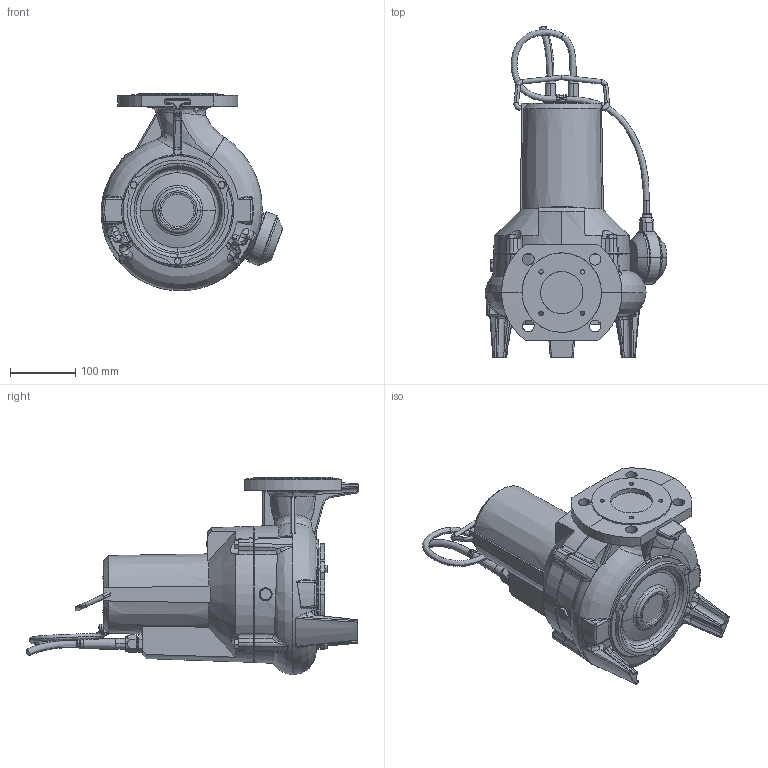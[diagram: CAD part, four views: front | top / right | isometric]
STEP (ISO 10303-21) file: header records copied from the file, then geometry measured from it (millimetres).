
FILE_DESCRIPTION (( 'STEP AP214' ), '1' );
FILE_NAME ('4_93_563_08_REV00.step', '2020-05-25T17:01:44', ( '' ), ( '' ), 'SwSTEP 2.0', 'SolidWorks 2019', '' );
FILE_SCHEMA (( 'AUTOMOTIVE_DESIGN' ));
Length unit declared in the file: millimetre
Products named in the file (2): Copia di 72960^4_93_563_08_REV00; 4_93_563_08_REV00
Assembly tree (1 placements, depth 2):
  4_93_563_08_REV00
    Copia di 72960^4_93_563_08_REV00
Bounding box: 278.98 x 510.03 x 303.57 mm (x, y, z)
Volume: 9545281.2 mm3; surface area: 568115.9 mm2
Topology: 23 solids, 23 shells, 1101 faces, 2765 edges, 1752 vertices
Faces by surface type: bspline 331, plane 323, cylinder 258, cone 167, torus 20, sphere 2
Entity records: 91612 total; most frequent: CARTESIAN_POINT 67604, ORIENTED_EDGE 5496, DIRECTION 3634, EDGE_CURVE 2748, VERTEX_POINT 1752, AXIS2_PLACEMENT_3D 1421, B_SPLINE_CURVE_WITH_KNOTS 1260, EDGE_LOOP 1202
